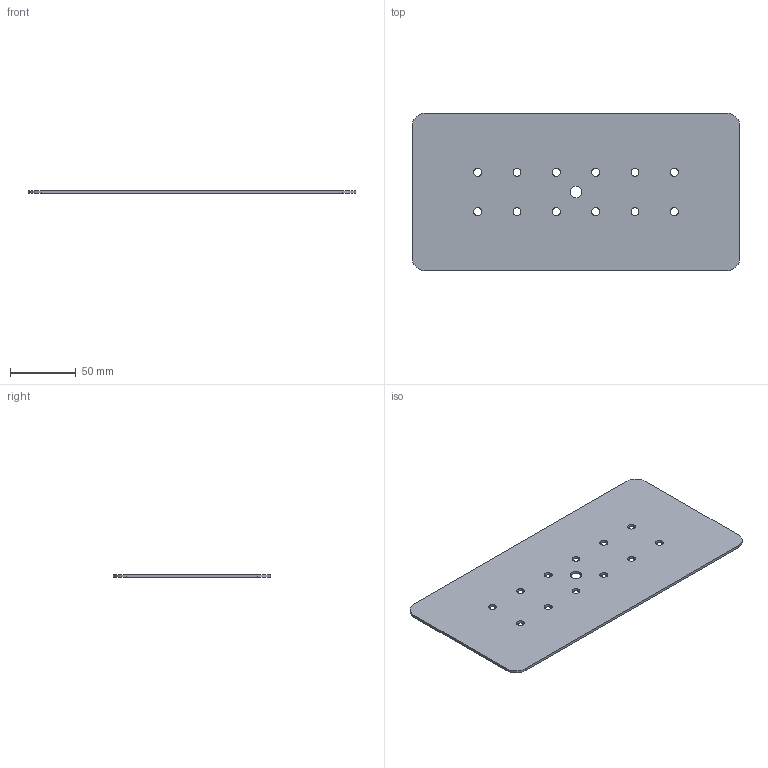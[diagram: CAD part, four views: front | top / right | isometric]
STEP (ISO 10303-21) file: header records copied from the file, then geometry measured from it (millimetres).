
FILE_DESCRIPTION(/* description */ ('STEP AP214'),/* implementation_level */ '2;1');
FILE_NAME(/* name */ '68b9575305d847f216ec9acc',/* time_stamp */ '2025-09-04T09:09:40Z',/* author */ (''),/* organization */ (''),/* preprocessor_version */ 'ST-DEVELOPER v20',/* originating_system */ 'ONSHAPE BY PTC INC, 1.203',/* authorisation */ ' ');
FILE_SCHEMA (('AUTOMOTIVE_DESIGN {1 0 10303 214 3 1 1}'));
Length unit declared in the file: metre
Products named in the file (1): Part 1
Bounding box: 250 x 120 x 2 mm (x, y, z)
Volume: 59022.5 mm3; surface area: 60977.1 mm2
Topology: 1 solids, 1 shells, 23 faces, 63 edges, 42 vertices
Faces by surface type: cylinder 17, plane 6
Full cylindrical faces by diameter (mm): 6 x12, 9 x1
Entity records: 768 total; most frequent: DIRECTION 132, CARTESIAN_POINT 116, ORIENTED_EDGE 100, EDGE_LOOP 62, FACE_BOUND 62, AXIS2_PLACEMENT_3D 58, EDGE_CURVE 50, VERTEX_POINT 42
